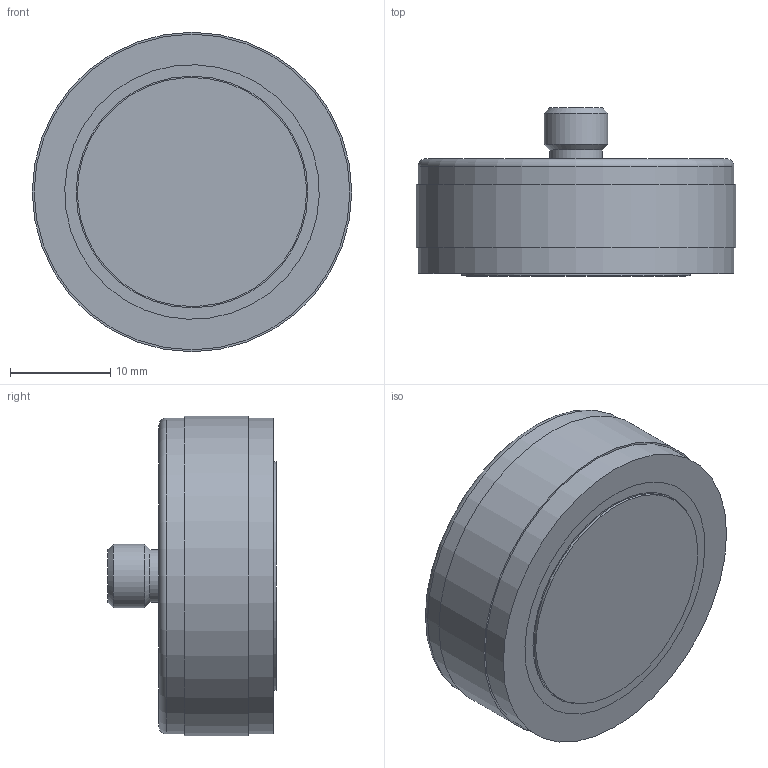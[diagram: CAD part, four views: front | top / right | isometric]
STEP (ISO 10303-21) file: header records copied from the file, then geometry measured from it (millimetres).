
FILE_DESCRIPTION(/* description */ (''),/* implementation_level */ '2;1');
FILE_NAME(/* name */ 'MH104-1B.stp',/* time_stamp */ '2017-05-05T16:59:27-04:00',/* author */ ('aneininger'),/* organization */ (''),/* preprocessor_version */ 'ST-DEVELOPER v16.5',/* originating_system */ 'Autodesk Inventor 2017',/* authorisation */ '');
FILE_SCHEMA (('AUTOMOTIVE_DESIGN { 1 0 10303 214 3 1 1 }'));
Length unit declared in the file: inch
Products named in the file (1): MH104-1B
Bounding box: 31.88 x 16.76 x 31.88 mm (x, y, z)
Volume: 9264.2 mm3; surface area: 2825 mm2
Topology: 1 solids, 1 shells, 17 faces, 25 edges, 16 vertices
Faces by surface type: plane 8, cylinder 6, cone 2, torus 1
Full cylindrical faces by diameter (mm): 5.258 x1, 6.35 x1, 22.86 x1, 31.496 x2, 31.877 x1
Entity records: 404 total; most frequent: DIRECTION 68, CARTESIAN_POINT 50, AXIS2_PLACEMENT_3D 34, EDGE_LOOP 32, ORIENTED_EDGE 32, STYLED_ITEM 18, FACE_OUTER_BOUND 17, ADVANCED_FACE 17
